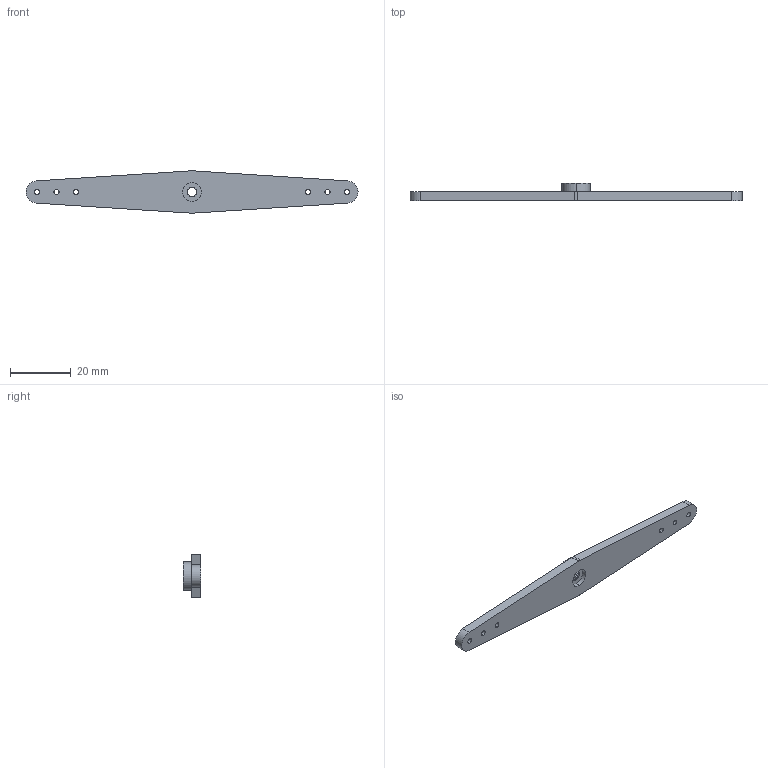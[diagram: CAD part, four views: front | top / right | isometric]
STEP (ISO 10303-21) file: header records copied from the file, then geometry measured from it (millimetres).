
FILE_DESCRIPTION (( 'STEP AP203' ), '1' );
FILE_NAME ('FUTM2100.STEP', '2014-10-31T16:42:25', ( 'Kyle' ), ( 'Microsoft' ), 'SwSTEP 2.0', 'SolidWorks 2014', '' );
FILE_SCHEMA (( 'CONFIG_CONTROL_DESIGN' ));
Length unit declared in the file: inch
Products named in the file (1): FUTM2100
Bounding box: 108.92 x 5.64 x 13.89 mm (x, y, z)
Volume: 3329.2 mm3; surface area: 3162.2 mm2
Topology: 1 solids, 1 shells, 82 faces, 231 edges, 154 vertices
Faces by surface type: plane 59, cylinder 23
Entity records: 2748 total; most frequent: CARTESIAN_POINT 468, ORIENTED_EDGE 462, DIRECTION 443, EDGE_CURVE 231, VECTOR 185, LINE 185, VERTEX_POINT 154, AXIS2_PLACEMENT_3D 129
